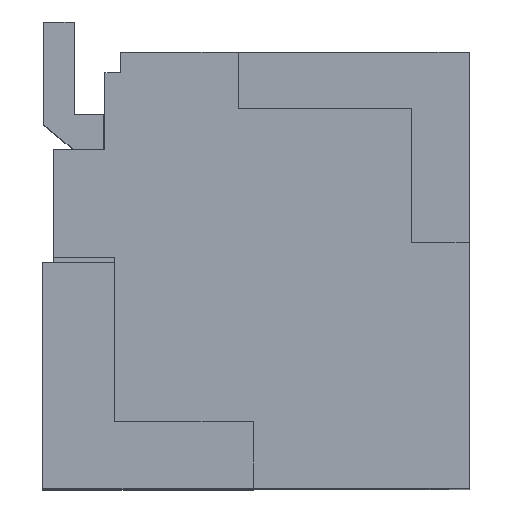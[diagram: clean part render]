
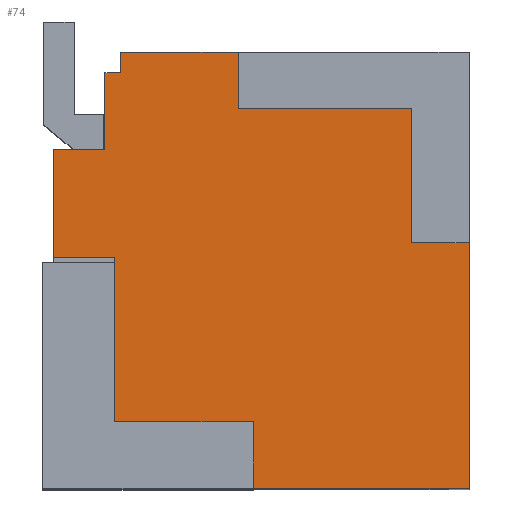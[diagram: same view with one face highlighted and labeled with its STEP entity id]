
A CAD part, top view. The second image highlights one B-rep face of the part: STEP entity #74.
In plain terms, the highlighted planar face has unit normal (0, 0, 1).
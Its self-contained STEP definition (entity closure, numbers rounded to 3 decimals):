
#9 = ORIENTED_EDGE ( 'NONE', *, *, #2212, .F. ) ;
#61 = CARTESIAN_POINT ( 'NONE',  ( -1.52, 1.93, 4.13 ) ) ;
#63 = DIRECTION ( 'NONE',  ( -1., 0., 0. ) ) ;
#74 = ADVANCED_FACE ( 'NONE', ( #1461 ), #4066, .T. ) ;
#100 = LINE ( 'NONE', #1029, #3503 ) ;
#124 = VECTOR ( 'NONE', #217, 1000. ) ;
#217 = DIRECTION ( 'NONE',  ( 1., 0., 0. ) ) ;
#219 = CARTESIAN_POINT ( 'NONE',  ( -1.425, -1.475, 4.13 ) ) ;
#245 = ORIENTED_EDGE ( 'NONE', *, *, #3795, .T. ) ;
#291 = EDGE_CURVE ( 'NONE', #1602, #845, #3145, .T. ) ;
#308 = CARTESIAN_POINT ( 'NONE',  ( 1.47, 1.58, 4.13 ) ) ;
#324 = CARTESIAN_POINT ( 'NONE',  ( -1.37, 2.13, 4.13 ) ) ;
#370 = CARTESIAN_POINT ( 'NONE',  ( -0.075, -1.475, 4.13 ) ) ;
#386 = DIRECTION ( 'NONE',  ( -1., 0., 0. ) ) ;
#405 = VERTEX_POINT ( 'NONE', #61 ) ;
#407 = VERTEX_POINT ( 'NONE', #3582 ) ;
#420 = CARTESIAN_POINT ( 'NONE',  ( 2.03, 0.27, 4.13 ) ) ;
#495 = LINE ( 'NONE', #1756, #1881 ) ;
#502 = VECTOR ( 'NONE', #4112, 1000. ) ;
#507 = VECTOR ( 'NONE', #3264, 1000. ) ;
#514 = DIRECTION ( 'NONE',  ( -1., 0., 0. ) ) ;
#516 = CARTESIAN_POINT ( 'NONE',  ( -1.425, -1.475, 4.13 ) ) ;
#697 = CARTESIAN_POINT ( 'NONE',  ( -1.37, 2.13, 4.13 ) ) ;
#699 = EDGE_CURVE ( 'NONE', #1693, #1297, #910, .T. ) ;
#755 = LINE ( 'NONE', #219, #1743 ) ;
#760 = LINE ( 'NONE', #785, #124 ) ;
#768 = LINE ( 'NONE', #370, #2971 ) ;
#785 = CARTESIAN_POINT ( 'NONE',  ( -0.075, -2.12, 4.13 ) ) ;
#807 = ORIENTED_EDGE ( 'NONE', *, *, #291, .T. ) ;
#819 = LINE ( 'NONE', #2091, #1879 ) ;
#845 = VERTEX_POINT ( 'NONE', #1119 ) ;
#857 = CARTESIAN_POINT ( 'NONE',  ( -0.22, 1.58, 4.13 ) ) ;
#862 = VERTEX_POINT ( 'NONE', #1439 ) ;
#910 = LINE ( 'NONE', #1571, #1798 ) ;
#965 = DIRECTION ( 'NONE',  ( 0., -1., 0. ) ) ;
#995 = EDGE_CURVE ( 'NONE', #3181, #1693, #2809, .T. ) ;
#1029 = CARTESIAN_POINT ( 'NONE',  ( 2.03, -2.12, 4.13 ) ) ;
#1119 = CARTESIAN_POINT ( 'NONE',  ( -2.02, 0.125, 4.13 ) ) ;
#1167 = VECTOR ( 'NONE', #2743, 1000. ) ;
#1168 = CARTESIAN_POINT ( 'NONE',  ( -1.52, 1.93, 4.13 ) ) ;
#1170 = DIRECTION ( 'NONE',  ( 1., 0., 0. ) ) ;
#1207 = DIRECTION ( 'NONE',  ( 0., 0., 1. ) ) ;
#1297 = VERTEX_POINT ( 'NONE', #3170 ) ;
#1362 = DIRECTION ( 'NONE',  ( 1., 0., 0. ) ) ;
#1395 = VECTOR ( 'NONE', #965, 1000. ) ;
#1429 = DIRECTION ( 'NONE',  ( 0., 1., 0. ) ) ;
#1439 = CARTESIAN_POINT ( 'NONE',  ( 2.03, -2.12, 4.13 ) ) ;
#1442 = EDGE_CURVE ( 'NONE', #2806, #3181, #2761, .T. ) ;
#1461 = FACE_OUTER_BOUND ( 'NONE', #2781, .T. ) ;
#1532 = ORIENTED_EDGE ( 'NONE', *, *, #3771, .T. ) ;
#1550 = CARTESIAN_POINT ( 'NONE',  ( -0.22, 2.13, 4.13 ) ) ;
#1571 = CARTESIAN_POINT ( 'NONE',  ( 1.47, 1.58, 4.13 ) ) ;
#1574 = ORIENTED_EDGE ( 'NONE', *, *, #1880, .T. ) ;
#1598 = CARTESIAN_POINT ( 'NONE',  ( -2.02, 1.18, 4.13 ) ) ;
#1602 = VERTEX_POINT ( 'NONE', #2382 ) ;
#1639 = EDGE_CURVE ( 'NONE', #1656, #3625, #495, .T. ) ;
#1645 = EDGE_CURVE ( 'NONE', #3468, #1602, #819, .T. ) ;
#1656 = VERTEX_POINT ( 'NONE', #2172 ) ;
#1682 = VECTOR ( 'NONE', #386, 1000. ) ;
#1687 = ORIENTED_EDGE ( 'NONE', *, *, #1645, .T. ) ;
#1693 = VERTEX_POINT ( 'NONE', #308 ) ;
#1738 = VECTOR ( 'NONE', #4101, 1000. ) ;
#1743 = VECTOR ( 'NONE', #1429, 1000. ) ;
#1756 = CARTESIAN_POINT ( 'NONE',  ( -0.075, -2.12, 4.13 ) ) ;
#1798 = VECTOR ( 'NONE', #2194, 1000. ) ;
#1810 = VERTEX_POINT ( 'NONE', #2300 ) ;
#1830 = EDGE_CURVE ( 'NONE', #2806, #2041, #1961, .T. ) ;
#1840 = ORIENTED_EDGE ( 'NONE', *, *, #699, .F. ) ;
#1850 = CARTESIAN_POINT ( 'NONE',  ( -0.22, 1.58, 4.13 ) ) ;
#1879 = VECTOR ( 'NONE', #514, 1000. ) ;
#1880 = EDGE_CURVE ( 'NONE', #2041, #2619, #2142, .T. ) ;
#1881 = VECTOR ( 'NONE', #3993, 1000. ) ;
#1928 = AXIS2_PLACEMENT_3D ( 'NONE', #2744, #1207, #1170 ) ;
#1961 = LINE ( 'NONE', #3863, #1682 ) ;
#2024 = ORIENTED_EDGE ( 'NONE', *, *, #1830, .T. ) ;
#2035 = ORIENTED_EDGE ( 'NONE', *, *, #2694, .T. ) ;
#2041 = VERTEX_POINT ( 'NONE', #697 ) ;
#2058 = LINE ( 'NONE', #3348, #1167 ) ;
#2091 = CARTESIAN_POINT ( 'NONE',  ( -1.52, 1.18, 4.13 ) ) ;
#2142 = LINE ( 'NONE', #324, #502 ) ;
#2159 = LINE ( 'NONE', #1168, #4094 ) ;
#2172 = CARTESIAN_POINT ( 'NONE',  ( -0.075, -2.12, 4.13 ) ) ;
#2194 = DIRECTION ( 'NONE',  ( 0., -1., 0. ) ) ;
#2212 = EDGE_CURVE ( 'NONE', #3569, #1810, #755, .T. ) ;
#2243 = EDGE_CURVE ( 'NONE', #405, #3468, #2159, .T. ) ;
#2300 = CARTESIAN_POINT ( 'NONE',  ( -1.425, 0.125, 4.13 ) ) ;
#2326 = CARTESIAN_POINT ( 'NONE',  ( -1.52, 1.18, 4.13 ) ) ;
#2382 = CARTESIAN_POINT ( 'NONE',  ( -2.02, 1.18, 4.13 ) ) ;
#2401 = CARTESIAN_POINT ( 'NONE',  ( -0.22, 2.13, 4.13 ) ) ;
#2432 = DIRECTION ( 'NONE',  ( 0., -1., 0. ) ) ;
#2595 = ORIENTED_EDGE ( 'NONE', *, *, #2243, .T. ) ;
#2619 = VERTEX_POINT ( 'NONE', #3137 ) ;
#2694 = EDGE_CURVE ( 'NONE', #2619, #405, #2058, .T. ) ;
#2743 = DIRECTION ( 'NONE',  ( -1., 0., 0. ) ) ;
#2744 = CARTESIAN_POINT ( 'NONE',  ( 0., 0., 4.13 ) ) ;
#2761 = LINE ( 'NONE', #2401, #3475 ) ;
#2781 = EDGE_LOOP ( 'NONE', ( #2024, #1574, #2035, #2595, #1687, #807, #1532, #9, #3739, #3054, #3113, #245, #3527, #1840, #3373, #3159 ) ) ;
#2806 = VERTEX_POINT ( 'NONE', #1550 ) ;
#2809 = LINE ( 'NONE', #857, #1738 ) ;
#2871 = EDGE_CURVE ( 'NONE', #407, #1297, #3193, .T. ) ;
#2971 = VECTOR ( 'NONE', #63, 1000. ) ;
#3049 = VECTOR ( 'NONE', #1362, 1000. ) ;
#3054 = ORIENTED_EDGE ( 'NONE', *, *, #1639, .F. ) ;
#3102 = EDGE_CURVE ( 'NONE', #3625, #3569, #768, .T. ) ;
#3113 = ORIENTED_EDGE ( 'NONE', *, *, #3337, .T. ) ;
#3137 = CARTESIAN_POINT ( 'NONE',  ( -1.37, 1.93, 4.13 ) ) ;
#3145 = LINE ( 'NONE', #1598, #1395 ) ;
#3159 = ORIENTED_EDGE ( 'NONE', *, *, #1442, .F. ) ;
#3170 = CARTESIAN_POINT ( 'NONE',  ( 1.47, 0.27, 4.13 ) ) ;
#3181 = VERTEX_POINT ( 'NONE', #1850 ) ;
#3193 = LINE ( 'NONE', #420, #507 ) ;
#3211 = DIRECTION ( 'NONE',  ( 0., 1., 0. ) ) ;
#3264 = DIRECTION ( 'NONE',  ( -1., 0., 0. ) ) ;
#3337 = EDGE_CURVE ( 'NONE', #1656, #862, #760, .T. ) ;
#3348 = CARTESIAN_POINT ( 'NONE',  ( -1.37, 1.93, 4.13 ) ) ;
#3362 = CARTESIAN_POINT ( 'NONE',  ( -0.075, -1.475, 4.13 ) ) ;
#3373 = ORIENTED_EDGE ( 'NONE', *, *, #995, .F. ) ;
#3468 = VERTEX_POINT ( 'NONE', #2326 ) ;
#3475 = VECTOR ( 'NONE', #3675, 1000. ) ;
#3503 = VECTOR ( 'NONE', #3211, 1000. ) ;
#3523 = LINE ( 'NONE', #3867, #3049 ) ;
#3527 = ORIENTED_EDGE ( 'NONE', *, *, #2871, .T. ) ;
#3569 = VERTEX_POINT ( 'NONE', #516 ) ;
#3582 = CARTESIAN_POINT ( 'NONE',  ( 2.03, 0.27, 4.13 ) ) ;
#3625 = VERTEX_POINT ( 'NONE', #3362 ) ;
#3675 = DIRECTION ( 'NONE',  ( 0., -1., 0. ) ) ;
#3739 = ORIENTED_EDGE ( 'NONE', *, *, #3102, .F. ) ;
#3771 = EDGE_CURVE ( 'NONE', #845, #1810, #3523, .T. ) ;
#3795 = EDGE_CURVE ( 'NONE', #862, #407, #100, .T. ) ;
#3863 = CARTESIAN_POINT ( 'NONE',  ( -0.22, 2.13, 4.13 ) ) ;
#3867 = CARTESIAN_POINT ( 'NONE',  ( -2.02, 0.125, 4.13 ) ) ;
#3993 = DIRECTION ( 'NONE',  ( 0., 1., 0. ) ) ;
#4066 = PLANE ( 'NONE',  #1928 ) ;
#4094 = VECTOR ( 'NONE', #2432, 1000. ) ;
#4101 = DIRECTION ( 'NONE',  ( 1., 0., 0. ) ) ;
#4112 = DIRECTION ( 'NONE',  ( 0., -1., 0. ) ) ;
